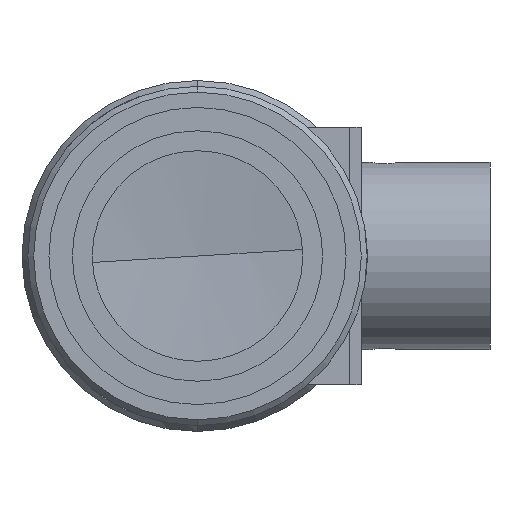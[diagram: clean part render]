
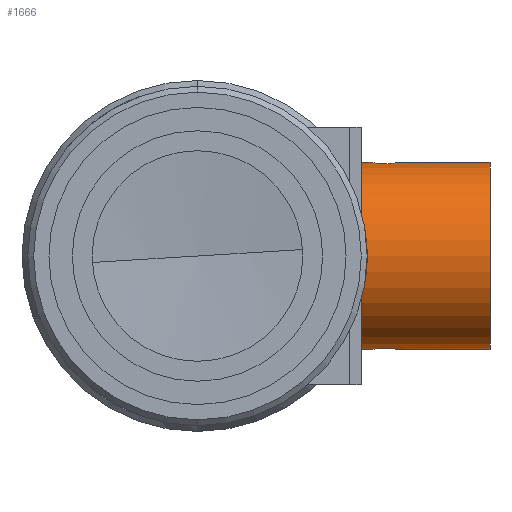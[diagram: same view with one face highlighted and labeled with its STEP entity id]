
A CAD part, front view. The second image highlights one B-rep face of the part: STEP entity #1666.
In plain terms, the highlighted cylindrical face has radius 8 mm (diameter 16 mm), a partial arc.
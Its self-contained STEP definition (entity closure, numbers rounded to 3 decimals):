
#12 = AXIS2_PLACEMENT_3D ( 'NONE', #1323, #1593, #2875 ) ;
#13 = CARTESIAN_POINT ( 'NONE',  ( 17.092, -126.66, 7.977 ) ) ;
#44 = DIRECTION ( 'NONE',  ( 0., 0., 1. ) ) ;
#49 = ORIENTED_EDGE ( 'NONE', *, *, #2462, .T. ) ;
#70 = CARTESIAN_POINT ( 'NONE',  ( 14.908, -126.66, 7.977 ) ) ;
#89 = VERTEX_POINT ( 'NONE', #1725 ) ;
#121 = DIRECTION ( 'NONE',  ( 0., 0., 1. ) ) ;
#122 = CARTESIAN_POINT ( 'NONE',  ( 17.092, -126.66, -7.977 ) ) ;
#176 = CARTESIAN_POINT ( 'NONE',  ( 14.75, -126.03, -8. ) ) ;
#177 = AXIS2_PLACEMENT_3D ( 'NONE', #3242, #1700, #121 ) ;
#203 = VERTEX_POINT ( 'NONE', #1895 ) ;
#209 = DIRECTION ( 'NONE',  ( -1., 0., 0. ) ) ;
#248 = CARTESIAN_POINT ( 'NONE',  ( 14., -126.03, -8. ) ) ;
#285 = CARTESIAN_POINT ( 'NONE',  ( 16.769, -127.029, 7.938 ) ) ;
#315 = VERTEX_POINT ( 'NONE', #1695 ) ;
#336 = CARTESIAN_POINT ( 'NONE',  ( 14.79, -126.355, 7.994 ) ) ;
#348 = EDGE_CURVE ( 'NONE', #315, #361, #1152, .T. ) ;
#361 = VERTEX_POINT ( 'NONE', #2531 ) ;
#385 = CARTESIAN_POINT ( 'NONE',  ( 17.21, -126.355, -7.994 ) ) ;
#403 = ORIENTED_EDGE ( 'NONE', *, *, #865, .F. ) ;
#457 = AXIS2_PLACEMENT_3D ( 'NONE', #3167, #1620, #44 ) ;
#470 = ORIENTED_EDGE ( 'NONE', *, *, #2040, .T. ) ;
#541 = CARTESIAN_POINT ( 'NONE',  ( 16.328, -127.247, 7.907 ) ) ;
#597 = CARTESIAN_POINT ( 'NONE',  ( 14.75, -126.03, -8. ) ) ;
#604 = CARTESIAN_POINT ( 'NONE',  ( 14.75, -126.112, 8. ) ) ;
#618 = CARTESIAN_POINT ( 'NONE',  ( 14., -134.03, 0. ) ) ;
#637 = EDGE_CURVE ( 'NONE', #1372, #3319, #3018, .T. ) ;
#648 = CARTESIAN_POINT ( 'NONE',  ( 15.672, -127.247, -7.907 ) ) ;
#653 = CARTESIAN_POINT ( 'NONE',  ( 14., -126.03, -8. ) ) ;
#658 = VERTEX_POINT ( 'NONE', #1116 ) ;
#662 = CARTESIAN_POINT ( 'NONE',  ( 17.25, -126.112, -8. ) ) ;
#691 = EDGE_CURVE ( 'NONE', #1458, #315, #2469, .T. ) ;
#859 = CARTESIAN_POINT ( 'NONE',  ( 15.919, -127.28, 7.902 ) ) ;
#865 = EDGE_CURVE ( 'NONE', #3319, #203, #3373, .T. ) ;
#867 = CARTESIAN_POINT ( 'NONE',  ( 14.783, -126.358, -7.995 ) ) ;
#908 = CARTESIAN_POINT ( 'NONE',  ( 16.081, -127.28, -7.902 ) ) ;
#1006 = FACE_OUTER_BOUND ( 'NONE', #2364, .T. ) ;
#1116 = CARTESIAN_POINT ( 'NONE',  ( 17.25, -126.03, 8. ) ) ;
#1124 = CARTESIAN_POINT ( 'NONE',  ( 15.675, -127.24, 7.908 ) ) ;
#1128 = CARTESIAN_POINT ( 'NONE',  ( 15.001, -126.799, -7.964 ) ) ;
#1152 = LINE ( 'NONE', #2213, #2455 ) ;
#1174 = CARTESIAN_POINT ( 'NONE',  ( 16.325, -127.24, -7.908 ) ) ;
#1304 = CARTESIAN_POINT ( 'NONE',  ( 14.75, -126.03, 8. ) ) ;
#1308 = CARTESIAN_POINT ( 'NONE',  ( 17.25, -126.03, 8. ) ) ;
#1323 = CARTESIAN_POINT ( 'NONE',  ( 14., -126.03, 0. ) ) ;
#1329 = CARTESIAN_POINT ( 'NONE',  ( 14., -126.03, 8. ) ) ;
#1372 = VERTEX_POINT ( 'NONE', #653 ) ;
#1387 = CARTESIAN_POINT ( 'NONE',  ( 15.37, -127.122, 7.925 ) ) ;
#1395 = CARTESIAN_POINT ( 'NONE',  ( 15.371, -127.122, -7.925 ) ) ;
#1436 = EDGE_CURVE ( 'NONE', #203, #2353, #1591, .T. ) ;
#1440 = CARTESIAN_POINT ( 'NONE',  ( 16.63, -127.122, -7.925 ) ) ;
#1458 = VERTEX_POINT ( 'NONE', #176 ) ;
#1494 = DIRECTION ( 'NONE',  ( 1., 0., 0. ) ) ;
#1526 = ORIENTED_EDGE ( 'NONE', *, *, #2059, .F. ) ;
#1591 = LINE ( 'NONE', #2530, #2189 ) ;
#1593 = DIRECTION ( 'NONE',  ( 1., 0., 0. ) ) ;
#1601 = CARTESIAN_POINT ( 'NONE',  ( 17.217, -126.358, 7.995 ) ) ;
#1620 = DIRECTION ( 'NONE',  ( -1., 0., 0. ) ) ;
#1627 = EDGE_CURVE ( 'NONE', #1372, #1458, #3155, .T. ) ;
#1654 = CARTESIAN_POINT ( 'NONE',  ( 15., -126.797, 7.964 ) ) ;
#1666 = ADVANCED_FACE ( 'NONE', ( #1006 ), #2313, .T. ) ;
#1695 = CARTESIAN_POINT ( 'NONE',  ( 17.25, -126.03, -8. ) ) ;
#1700 = DIRECTION ( 'NONE',  ( -1., 0., 0. ) ) ;
#1701 = CARTESIAN_POINT ( 'NONE',  ( 17., -126.797, -7.964 ) ) ;
#1725 = CARTESIAN_POINT ( 'NONE',  ( 25., -126.03, 8. ) ) ;
#1732 = ORIENTED_EDGE ( 'NONE', *, *, #637, .F. ) ;
#1787 = CARTESIAN_POINT ( 'NONE',  ( 14., -126.03, 0. ) ) ;
#1853 = CARTESIAN_POINT ( 'NONE',  ( 16.999, -126.799, 7.964 ) ) ;
#1864 = VECTOR ( 'NONE', #3110, 1000. ) ;
#1895 = CARTESIAN_POINT ( 'NONE',  ( 14., -126.03, 8. ) ) ;
#1913 = CARTESIAN_POINT ( 'NONE',  ( 14.814, -126.433, 7.99 ) ) ;
#1964 = CARTESIAN_POINT ( 'NONE',  ( 17.186, -126.433, -7.99 ) ) ;
#2001 = LINE ( 'NONE', #1329, #2611 ) ;
#2009 = ORIENTED_EDGE ( 'NONE', *, *, #691, .T. ) ;
#2040 = EDGE_CURVE ( 'NONE', #658, #2353, #2573, .T. ) ;
#2047 = DIRECTION ( 'NONE',  ( 0., 0., 1. ) ) ;
#2059 = EDGE_CURVE ( 'NONE', #658, #89, #2001, .T. ) ;
#2110 = CARTESIAN_POINT ( 'NONE',  ( 16.629, -127.122, 7.925 ) ) ;
#2168 = CARTESIAN_POINT ( 'NONE',  ( 14.758, -126.195, 7.999 ) ) ;
#2189 = VECTOR ( 'NONE', #1494, 1000. ) ;
#2213 = CARTESIAN_POINT ( 'NONE',  ( 14., -126.03, -8. ) ) ;
#2223 = CARTESIAN_POINT ( 'NONE',  ( 17.242, -126.195, -7.999 ) ) ;
#2313 = CYLINDRICAL_SURFACE ( 'NONE', #12, 8. ) ;
#2353 = VERTEX_POINT ( 'NONE', #1304 ) ;
#2364 = EDGE_LOOP ( 'NONE', ( #3042, #403, #1732, #3151, #2009, #2877, #49, #1526, #470 ) ) ;
#2380 = CARTESIAN_POINT ( 'NONE',  ( 16.164, -127.28, 7.902 ) ) ;
#2423 = CARTESIAN_POINT ( 'NONE',  ( 14.75, -126.195, -8. ) ) ;
#2429 = CARTESIAN_POINT ( 'NONE',  ( 14.75, -126.03, 8. ) ) ;
#2455 = VECTOR ( 'NONE', #2521, 1000. ) ;
#2462 = EDGE_CURVE ( 'NONE', #361, #89, #2925, .T. ) ;
#2469 = B_SPLINE_CURVE_WITH_KNOTS ( 'NONE', 3,
 ( #597, #2423, #867, #2688, #1128, #2945, #1395, #648, #2474, #908, #2733, #1174, #2991, #1440, #3245, #1701, #122, #1964, #385, #2223, #662, #2489 ),
 .UNSPECIFIED., .F., .F.,
 ( 4, 2, 2, 2, 2, 2, 2, 2, 2, 2, 4 ),
 ( 0., 0., 0.001, 0.001, 0.002, 0.002, 0.002, 0.003, 0.003, 0.004, 0.004 ),
 .UNSPECIFIED. ) ;
#2474 = CARTESIAN_POINT ( 'NONE',  ( 15.836, -127.28, -7.902 ) ) ;
#2489 = CARTESIAN_POINT ( 'NONE',  ( 17.25, -126.03, -8. ) ) ;
#2521 = DIRECTION ( 'NONE',  ( 1., 0., 0. ) ) ;
#2530 = CARTESIAN_POINT ( 'NONE',  ( 14., -126.03, 8. ) ) ;
#2531 = CARTESIAN_POINT ( 'NONE',  ( 25., -126.03, -8. ) ) ;
#2565 = AXIS2_PLACEMENT_3D ( 'NONE', #1787, #209, #2047 ) ;
#2573 = B_SPLINE_CURVE_WITH_KNOTS ( 'NONE', 3,
 ( #1308, #3142, #1601, #13, #1853, #285, #2110, #541, #2380, #859, #2685, #1124, #2941, #1387, #3197, #1654, #70, #1913, #336, #2168, #604, #2429 ),
 .UNSPECIFIED., .F., .F.,
 ( 4, 2, 2, 2, 2, 2, 2, 2, 2, 2, 4 ),
 ( 0., 0., 0.001, 0.001, 0.002, 0.002, 0.002, 0.003, 0.003, 0.004, 0.004 ),
 .UNSPECIFIED. ) ;
#2611 = VECTOR ( 'NONE', #2949, 1000. ) ;
#2685 = CARTESIAN_POINT ( 'NONE',  ( 15.836, -127.272, 7.903 ) ) ;
#2688 = CARTESIAN_POINT ( 'NONE',  ( 14.908, -126.66, -7.977 ) ) ;
#2733 = CARTESIAN_POINT ( 'NONE',  ( 16.164, -127.272, -7.903 ) ) ;
#2875 = DIRECTION ( 'NONE',  ( 0., 0., -1. ) ) ;
#2877 = ORIENTED_EDGE ( 'NONE', *, *, #348, .T. ) ;
#2925 = CIRCLE ( 'NONE', #177, 8. ) ;
#2941 = CARTESIAN_POINT ( 'NONE',  ( 15.597, -127.216, 7.912 ) ) ;
#2945 = CARTESIAN_POINT ( 'NONE',  ( 15.231, -127.029, -7.938 ) ) ;
#2949 = DIRECTION ( 'NONE',  ( 1., 0., 0. ) ) ;
#2991 = CARTESIAN_POINT ( 'NONE',  ( 16.403, -127.216, -7.912 ) ) ;
#3018 = CIRCLE ( 'NONE', #457, 8. ) ;
#3042 = ORIENTED_EDGE ( 'NONE', *, *, #1436, .F. ) ;
#3110 = DIRECTION ( 'NONE',  ( 1., 0., 0. ) ) ;
#3142 = CARTESIAN_POINT ( 'NONE',  ( 17.25, -126.195, 8. ) ) ;
#3151 = ORIENTED_EDGE ( 'NONE', *, *, #1627, .T. ) ;
#3155 = LINE ( 'NONE', #248, #1864 ) ;
#3167 = CARTESIAN_POINT ( 'NONE',  ( 14., -126.03, 0. ) ) ;
#3197 = CARTESIAN_POINT ( 'NONE',  ( 15.233, -127.03, 7.938 ) ) ;
#3242 = CARTESIAN_POINT ( 'NONE',  ( 25., -126.03, 0. ) ) ;
#3245 = CARTESIAN_POINT ( 'NONE',  ( 16.767, -127.03, -7.938 ) ) ;
#3319 = VERTEX_POINT ( 'NONE', #618 ) ;
#3373 = CIRCLE ( 'NONE', #2565, 8. ) ;
